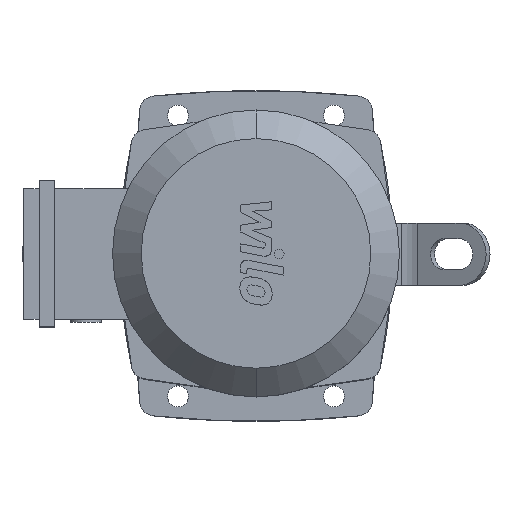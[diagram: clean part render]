
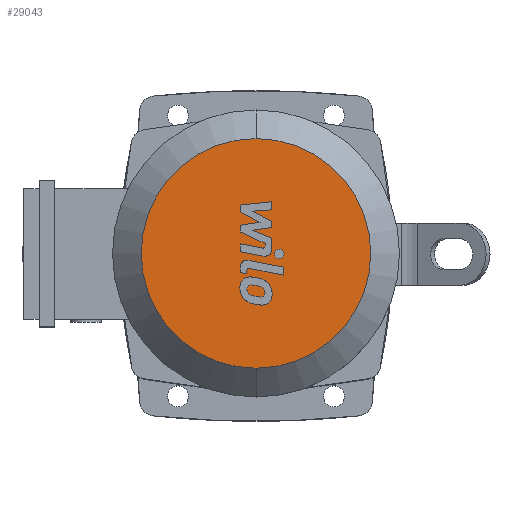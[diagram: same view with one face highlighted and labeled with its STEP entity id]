
A CAD part, top view. The second image highlights one B-rep face of the part: STEP entity #29043.
In plain terms, the highlighted planar face has unit normal (0, 0, 1).
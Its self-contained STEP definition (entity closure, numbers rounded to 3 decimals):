
#21841=CARTESIAN_POINT('',(0.,73.6,960.0));
#21842=VERTEX_POINT('',#21841);
#21850=CARTESIAN_POINT('',(0.,-73.6,960.0));
#21851=VERTEX_POINT('',#21850);
#21858=CARTESIAN_POINT('',(0.,0.,960.0));
#21859=DIRECTION('',(0.0,0.0,-1.0));
#21860=DIRECTION('',(0.0,1.0,0.0));
#21861=AXIS2_PLACEMENT_3D('',#21858,#21859,#21860);
#21862=CIRCLE('',#21861,73.6);
#21863=EDGE_CURVE('',#21851,#21842,#21862,.T.);
#29028=CARTESIAN_POINT('',(0.,36.8,960.0));
#29029=DIRECTION('',(0.0,0.0,1.0));
#29030=DIRECTION('',(1.0,0.0,0.0));
#29031=AXIS2_PLACEMENT_3D('',#29028,#29029,#29030);
#29032=PLANE('',#29031);
#29033=CARTESIAN_POINT('',(0.,0.,960.0));
#29034=DIRECTION('',(0.0,0.0,-1.0));
#29035=DIRECTION('',(0.0,1.0,0.0));
#29036=AXIS2_PLACEMENT_3D('',#29033,#29034,#29035);
#29037=CIRCLE('',#29036,73.6);
#29038=EDGE_CURVE('',#21842,#21851,#29037,.T.);
#29039=ORIENTED_EDGE('',*,*,#29038,.F.);
#29040=ORIENTED_EDGE('',*,*,#21863,.F.);
#29041=EDGE_LOOP('',(#29039,#29040));
#29042=FACE_OUTER_BOUND('',#29041,.T.);
#29043=ADVANCED_FACE('',(#29042),#29032,.T.);
